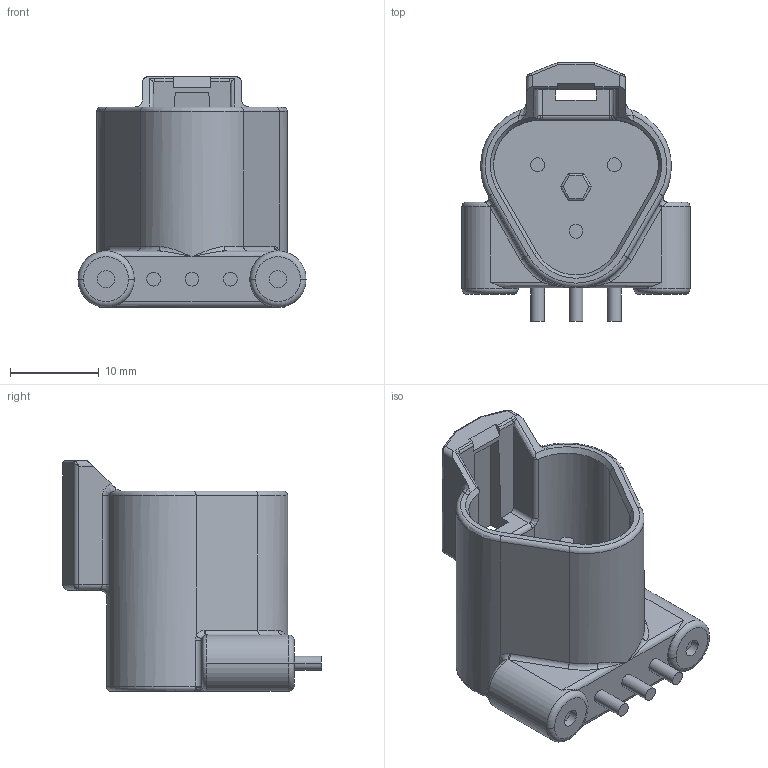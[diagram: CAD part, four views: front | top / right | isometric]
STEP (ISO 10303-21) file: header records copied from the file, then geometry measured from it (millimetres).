
FILE_DESCRIPTION((''),'2;1');
FILE_NAME('C-DTF13-3P','2013-08-18T',('workeradm'),('Tyco Electronics Ltd.'),'PRO/ENGINEER BY PARAMETRIC TECHNOLOGY CORPORATION, 2011490','PRO/ENGINEER BY PARAMETRIC TECHNOLOGY CORPORATION, 2011490','');
FILE_SCHEMA(('AUTOMOTIVE_DESIGN { 1 0 10303 214 1 1 1 1 }'));
Length unit declared in the file: millimetre
Products named in the file (1): C-DTF13-3P
Bounding box: 25.76 x 29.18 x 26.04 mm (x, y, z)
Volume: 4809.4 mm3; surface area: 3994.4 mm2
Topology: 1 solids, 1 shells, 186 faces, 438 edges, 261 vertices
Faces by surface type: cylinder 72, plane 54, bspline 32, torus 17, sphere 6, cone 5
Entity records: 6854 total; most frequent: CARTESIAN_POINT 2460, ORIENTED_EDGE 876, DIRECTION 815, EDGE_CURVE 438, AXIS2_PLACEMENT_3D 317, VERTEX_POINT 261, EDGE_LOOP 195, FACE_OUTER_BOUND 186
